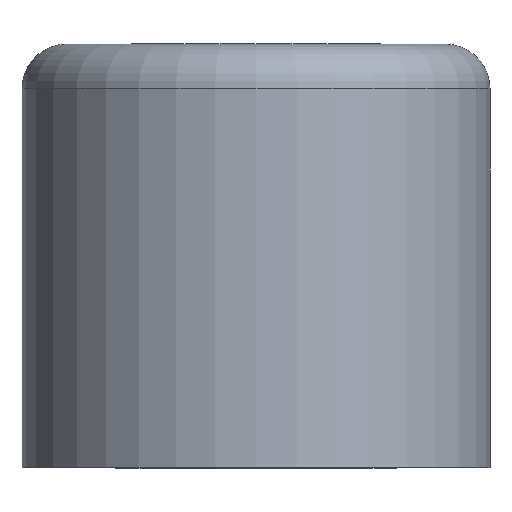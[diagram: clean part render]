
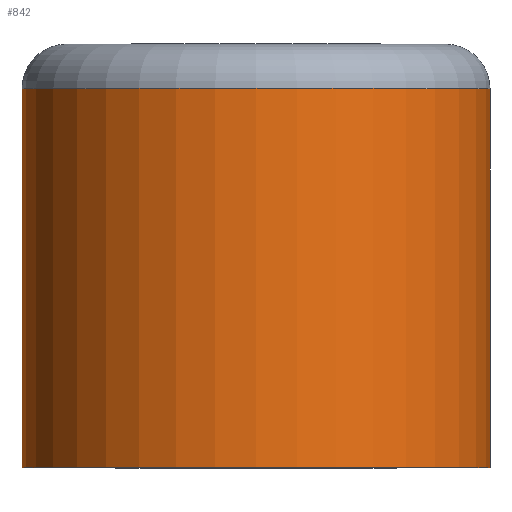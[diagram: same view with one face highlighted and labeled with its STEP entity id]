
A CAD part, top view. The second image highlights one B-rep face of the part: STEP entity #842.
In plain terms, the highlighted cylindrical face has radius 10.5 mm (diameter 21 mm), a full revolution.
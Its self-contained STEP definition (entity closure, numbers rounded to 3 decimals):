
#149=FACE_OUTER_BOUND('',#197,.T.);
#197=EDGE_LOOP('',(#621,#622,#623,#624,#625));
#248=LINE('',#1287,#313);
#313=VECTOR('',#1103,10.5);
#385=CIRCLE('',#1010,10.5);
#386=CIRCLE('',#1011,10.5);
#388=CIRCLE('',#1014,10.5);
#410=VERTEX_POINT('',#1279);
#411=VERTEX_POINT('',#1281);
#412=VERTEX_POINT('',#1286);
#492=EDGE_CURVE('',#410,#411,#385,.T.);
#493=EDGE_CURVE('',#411,#410,#386,.T.);
#495=EDGE_CURVE('',#411,#412,#248,.T.);
#496=EDGE_CURVE('',#412,#412,#388,.T.);
#621=ORIENTED_EDGE('',*,*,#493,.F.);
#622=ORIENTED_EDGE('',*,*,#495,.T.);
#623=ORIENTED_EDGE('',*,*,#496,.F.);
#624=ORIENTED_EDGE('',*,*,#495,.F.);
#625=ORIENTED_EDGE('',*,*,#492,.F.);
#832=CYLINDRICAL_SURFACE('',#1013,10.5);
#842=ADVANCED_FACE('',(#149),#832,.T.);
#1010=AXIS2_PLACEMENT_3D('',#1282,#1095,#1096);
#1011=AXIS2_PLACEMENT_3D('',#1283,#1097,#1098);
#1013=AXIS2_PLACEMENT_3D('',#1285,#1101,#1102);
#1014=AXIS2_PLACEMENT_3D('',#1288,#1104,#1105);
#1095=DIRECTION('center_axis',(0.,1.,0.));
#1096=DIRECTION('ref_axis',(1.,0.,0.));
#1097=DIRECTION('center_axis',(0.,1.,0.));
#1098=DIRECTION('ref_axis',(1.,0.,0.));
#1101=DIRECTION('center_axis',(0.,1.,0.));
#1102=DIRECTION('ref_axis',(1.,0.,0.));
#1103=DIRECTION('',(0.,-1.,0.));
#1104=DIRECTION('center_axis',(0.,-1.,0.));
#1105=DIRECTION('ref_axis',(1.,0.,0.));
#1279=CARTESIAN_POINT('',(0.,17.,-10.5));
#1281=CARTESIAN_POINT('',(-10.5,17.,0.));
#1282=CARTESIAN_POINT('Origin',(0.,17.,0.));
#1283=CARTESIAN_POINT('Origin',(0.,17.,0.));
#1285=CARTESIAN_POINT('Origin',(0.,0.,0.));
#1286=CARTESIAN_POINT('',(-10.5,0.,0.));
#1287=CARTESIAN_POINT('',(-10.5,0.,0.));
#1288=CARTESIAN_POINT('Origin',(0.,0.,0.));
